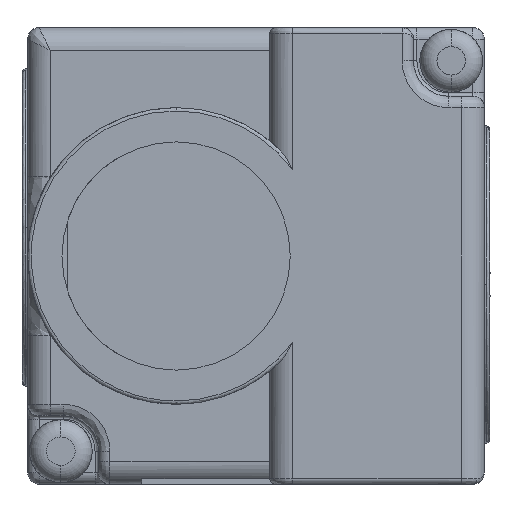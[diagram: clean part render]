
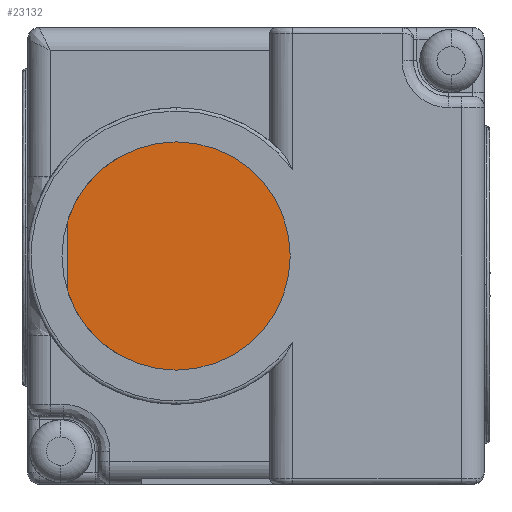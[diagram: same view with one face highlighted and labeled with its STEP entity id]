
A CAD part, front view. The second image highlights one B-rep face of the part: STEP entity #23132.
In plain terms, the highlighted planar face has unit normal (0, -1, 0).
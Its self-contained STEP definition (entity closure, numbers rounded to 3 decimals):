
#454 = EDGE_CURVE ( 'NONE', #16656, #15486, #4014, .T. ) ;
#675 = EDGE_CURVE ( 'NONE', #9033, #13620, #24864, .T. ) ;
#1428 = ORIENTED_EDGE ( 'NONE', *, *, #675, .F. ) ;
#1786 = VECTOR ( 'NONE', #4833, 1000. ) ;
#1794 = ORIENTED_EDGE ( 'NONE', *, *, #28032, .F. ) ;
#1832 = PLANE ( 'NONE',  #22980 ) ;
#3030 = CARTESIAN_POINT ( 'NONE',  ( 7., 2.3, -10. ) ) ;
#3423 = CARTESIAN_POINT ( 'NONE',  ( 7., 2.3, 0. ) ) ;
#4014 = CIRCLE ( 'NONE', #14253, 10. ) ;
#4233 = DIRECTION ( 'NONE',  ( 0., 0., 1. ) ) ;
#4833 = DIRECTION ( 'NONE',  ( 0., 0., -1. ) ) ;
#5740 = CARTESIAN_POINT ( 'NONE',  ( 7., 2.3, 0. ) ) ;
#6408 = FACE_OUTER_BOUND ( 'NONE', #9319, .T. ) ;
#8134 = DIRECTION ( 'NONE',  ( 0., 0., -1. ) ) ;
#8837 = AXIS2_PLACEMENT_3D ( 'NONE', #9140, #25763, #11543 ) ;
#9033 = VERTEX_POINT ( 'NONE', #18977 ) ;
#9140 = CARTESIAN_POINT ( 'NONE',  ( 7., 2.3, 0. ) ) ;
#9319 = EDGE_LOOP ( 'NONE', ( #23408, #15604, #1794, #1428 ) ) ;
#10616 = DIRECTION ( 'NONE',  ( 0., 0., -1. ) ) ;
#11543 = DIRECTION ( 'NONE',  ( 0., 0., -1. ) ) ;
#11945 = CARTESIAN_POINT ( 'NONE',  ( 16.5, 2.3, 0. ) ) ;
#13620 = VERTEX_POINT ( 'NONE', #3030 ) ;
#14253 = AXIS2_PLACEMENT_3D ( 'NONE', #5740, #22390, #8134 ) ;
#14948 = EDGE_CURVE ( 'NONE', #15486, #9033, #26342, .T. ) ;
#14950 = CIRCLE ( 'NONE', #25669, 10. ) ;
#15419 = DIRECTION ( 'NONE',  ( 0., 1., 0. ) ) ;
#15486 = VERTEX_POINT ( 'NONE', #16798 ) ;
#15604 = ORIENTED_EDGE ( 'NONE', *, *, #454, .F. ) ;
#16656 = VERTEX_POINT ( 'NONE', #25716 ) ;
#16798 = CARTESIAN_POINT ( 'NONE',  ( 16.5, 2.3, 3.122 ) ) ;
#18503 = DIRECTION ( 'NONE',  ( 0., 1., 0. ) ) ;
#18977 = CARTESIAN_POINT ( 'NONE',  ( 16.5, 2.3, -3.122 ) ) ;
#22390 = DIRECTION ( 'NONE',  ( 0., 1., 0. ) ) ;
#22980 = AXIS2_PLACEMENT_3D ( 'NONE', #23180, #18503, #4233 ) ;
#23132 = ADVANCED_FACE ( 'NONE', ( #6408 ), #1832, .F. ) ;
#23180 = CARTESIAN_POINT ( 'NONE',  ( -3.117, 2.3, -10.12 ) ) ;
#23408 = ORIENTED_EDGE ( 'NONE', *, *, #14948, .F. ) ;
#24864 = CIRCLE ( 'NONE', #8837, 10. ) ;
#25669 = AXIS2_PLACEMENT_3D ( 'NONE', #3423, #15419, #10616 ) ;
#25716 = CARTESIAN_POINT ( 'NONE',  ( 7., 2.3, 10. ) ) ;
#25763 = DIRECTION ( 'NONE',  ( 0., 1., 0. ) ) ;
#26342 = LINE ( 'NONE', #11945, #1786 ) ;
#28032 = EDGE_CURVE ( 'NONE', #13620, #16656, #14950, .T. ) ;
